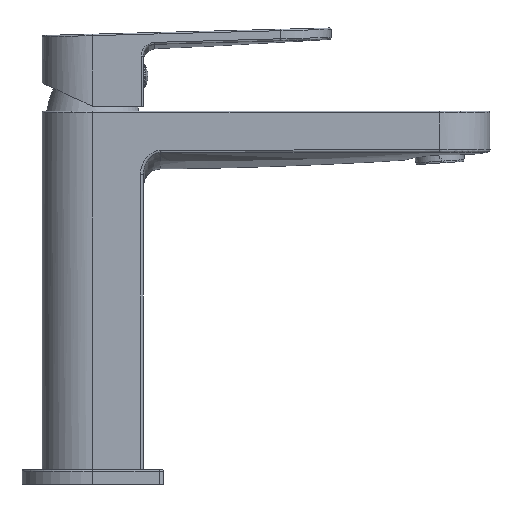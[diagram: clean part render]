
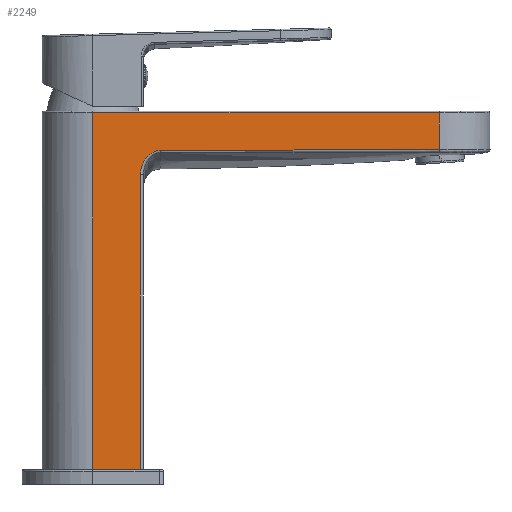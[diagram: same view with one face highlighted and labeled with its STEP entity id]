
A CAD part, left-side view. The second image highlights one B-rep face of the part: STEP entity #2249.
In plain terms, the highlighted face is planar.
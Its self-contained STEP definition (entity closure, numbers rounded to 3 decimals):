
#2249=ADVANCED_FACE('',(#4320),#34873,.T.);
#4320=FACE_OUTER_BOUND('',#6700,.T.);
#6700=EDGE_LOOP('',(#17062,#17063,#17064,#17065,#17066,#17067,#17068));
#17062=ORIENTED_EDGE('',*,*,#23495,.T.);
#17063=ORIENTED_EDGE('',*,*,#23498,.T.);
#17064=ORIENTED_EDGE('',*,*,#23465,.F.);
#17065=ORIENTED_EDGE('',*,*,#23492,.F.);
#17066=ORIENTED_EDGE('',*,*,#23497,.T.);
#17067=ORIENTED_EDGE('',*,*,#23503,.T.);
#17068=ORIENTED_EDGE('',*,*,#23496,.F.);
#23465=EDGE_CURVE('',#33258,#33257,#29386,.T.);
#23492=EDGE_CURVE('',#33277,#33258,#29405,.T.);
#23495=EDGE_CURVE('',#33270,#33278,#29406,.T.);
#23496=EDGE_CURVE('',#33270,#33271,#29407,.T.);
#23497=EDGE_CURVE('',#33277,#33279,#29408,.T.);
#23498=EDGE_CURVE('',#33278,#33257,#29409,.T.);
#23503=EDGE_CURVE('',#33279,#33271,#29410,.T.);
#29386=B_SPLINE_CURVE_WITH_KNOTS('',1,(#72053,#72054),.UNSPECIFIED.,.F.,
 .F.,(2,2),(-16.5,0.),.UNSPECIFIED.);
#29405=B_SPLINE_CURVE_WITH_KNOTS('',1,(#72300,#72301),.UNSPECIFIED.,.F.,
 .F.,(2,2),(-102.099,0.),.UNSPECIFIED.);
#29406=B_SPLINE_CURVE_WITH_KNOTS('',1,(#72308,#72309),.UNSPECIFIED.,.F.,
 .F.,(2,2),(-120.,0.),.UNSPECIFIED.);
#29407=B_SPLINE_CURVE_WITH_KNOTS('',1,(#72310,#72311),.UNSPECIFIED.,.F.,
 .F.,(2,2),(0.,12.737),.UNSPECIFIED.);
#29408=B_SPLINE_CURVE_WITH_KNOTS('',3,(#72312,#72313,#72314,#72315,#72316,
#72317,#72318,#72319,#72320,#72321,#72322,#72323,#72324,#72325,#72326),
 .UNSPECIFIED.,.F.,.F.,(4,1,1,1,1,1,1,1,1,1,1,1,4),(-12.059,-11.054,
-10.049,-9.044,-8.039,-7.034,
-6.029,-5.025,-4.02,-3.015,
-2.01,-1.005,0.),.UNSPECIFIED.);
#29409=B_SPLINE_CURVE_WITH_KNOTS('',1,(#72327,#72328),.UNSPECIFIED.,.F.,
 .F.,(2,2),(-123.5,0.),.UNSPECIFIED.);
#29410=B_SPLINE_CURVE_WITH_KNOTS('',3,(#72347,#72348,#72349,#72350,#72351,
#72352,#72353,#72354,#72355,#72356,#72357,#72358,#72359,#72360,#72361,#72362,
#72363,#72364,#72365,#72366,#72367,#72368,#72369,#72370,#72371,#72372,#72373),
 .UNSPECIFIED.,.F.,.F.,(4,1,1,1,1,1,1,1,1,1,1,1,1,1,1,1,1,1,1,1,1,1,1,1,
4),(0.,4.021,8.042,12.063,16.084,
20.105,24.126,28.147,32.168,36.189,
40.211,44.232,48.253,52.274,56.295,
60.316,64.337,68.358,72.379,76.4,
80.421,84.442,88.463,92.484,96.505),
 .UNSPECIFIED.);
#33257=VERTEX_POINT('',#70821);
#33258=VERTEX_POINT('',#70822);
#33270=VERTEX_POINT('',#70834);
#33271=VERTEX_POINT('',#70835);
#33277=VERTEX_POINT('',#70841);
#33278=VERTEX_POINT('',#70842);
#33279=VERTEX_POINT('',#70843);
#34873=PLANE('',#37541);
#37541=AXIS2_PLACEMENT_3D('',#65373,#39411,$);
#39411=DIRECTION('',(0.,-1.,0.));
#65373=CARTESIAN_POINT('',(-12.246,-17.5,-7.596));
#70821=CARTESIAN_POINT('',(0.,-17.5,5.));
#70822=CARTESIAN_POINT('',(16.5,-17.5,5.));
#70834=CARTESIAN_POINT('',(120.,-17.5,128.5));
#70835=CARTESIAN_POINT('',(120.,-17.5,115.763));
#70841=CARTESIAN_POINT('',(16.5,-17.5,107.099));
#70842=CARTESIAN_POINT('',(0.,-17.5,128.5));
#70843=CARTESIAN_POINT('',(23.495,-17.5,115.471));
#72053=CARTESIAN_POINT('',(16.5,-17.5,5.));
#72054=CARTESIAN_POINT('',(0.,-17.5,5.));
#72300=CARTESIAN_POINT('',(16.5,-17.5,107.099));
#72301=CARTESIAN_POINT('',(16.5,-17.5,5.));
#72308=CARTESIAN_POINT('',(120.,-17.5,128.5));
#72309=CARTESIAN_POINT('',(0.,-17.5,128.5));
#72310=CARTESIAN_POINT('',(120.,-17.5,128.5));
#72311=CARTESIAN_POINT('',(120.,-17.5,115.763));
#72312=CARTESIAN_POINT('',(16.5,-17.5,107.099));
#72313=CARTESIAN_POINT('',(16.5,-17.5,107.552));
#72314=CARTESIAN_POINT('',(16.569,-17.5,108.422));
#72315=CARTESIAN_POINT('',(16.818,-17.5,109.597));
#72316=CARTESIAN_POINT('',(17.209,-17.5,110.713));
#72317=CARTESIAN_POINT('',(17.711,-17.5,111.719));
#72318=CARTESIAN_POINT('',(18.288,-17.5,112.606));
#72319=CARTESIAN_POINT('',(18.958,-17.5,113.399));
#72320=CARTESIAN_POINT('',(19.661,-17.5,114.044));
#72321=CARTESIAN_POINT('',(20.33,-17.5,114.522));
#72322=CARTESIAN_POINT('',(20.975,-17.5,114.884));
#72323=CARTESIAN_POINT('',(21.663,-17.5,115.174));
#72324=CARTESIAN_POINT('',(22.5,-17.5,115.403));
#72325=CARTESIAN_POINT('',(23.148,-17.5,115.47));
#72326=CARTESIAN_POINT('',(23.495,-17.5,115.471));
#72327=CARTESIAN_POINT('',(0.,-17.5,128.5));
#72328=CARTESIAN_POINT('',(0.,-17.5,5.));
#72347=CARTESIAN_POINT('',(23.495,-17.5,115.471));
#72348=CARTESIAN_POINT('',(23.793,-17.5,115.471));
#72349=CARTESIAN_POINT('',(24.41,-17.5,115.471));
#72350=CARTESIAN_POINT('',(25.392,-17.5,115.472));
#72351=CARTESIAN_POINT('',(26.458,-17.5,115.473));
#72352=CARTESIAN_POINT('',(27.624,-17.5,115.474));
#72353=CARTESIAN_POINT('',(28.909,-17.5,115.475));
#72354=CARTESIAN_POINT('',(30.333,-17.5,115.477));
#72355=CARTESIAN_POINT('',(31.915,-17.5,115.478));
#72356=CARTESIAN_POINT('',(33.67,-17.5,115.48));
#72357=CARTESIAN_POINT('',(35.634,-17.5,115.482));
#72358=CARTESIAN_POINT('',(37.867,-17.5,115.485));
#72359=CARTESIAN_POINT('',(40.405,-17.5,115.488));
#72360=CARTESIAN_POINT('',(43.249,-17.5,115.492));
#72361=CARTESIAN_POINT('',(46.45,-17.5,115.497));
#72362=CARTESIAN_POINT('',(50.071,-17.5,115.503));
#72363=CARTESIAN_POINT('',(54.199,-17.5,115.511));
#72364=CARTESIAN_POINT('',(58.919,-17.5,115.521));
#72365=CARTESIAN_POINT('',(64.357,-17.5,115.533));
#72366=CARTESIAN_POINT('',(70.486,-17.5,115.549));
#72367=CARTESIAN_POINT('',(77.092,-17.5,115.567));
#72368=CARTESIAN_POINT('',(84.35,-17.5,115.59));
#72369=CARTESIAN_POINT('',(92.237,-17.5,115.618));
#72370=CARTESIAN_POINT('',(100.721,-17.5,115.652));
#72371=CARTESIAN_POINT('',(109.887,-17.5,115.697));
#72372=CARTESIAN_POINT('',(116.543,-17.5,115.738));
#72373=CARTESIAN_POINT('',(120.,-17.5,115.763));
